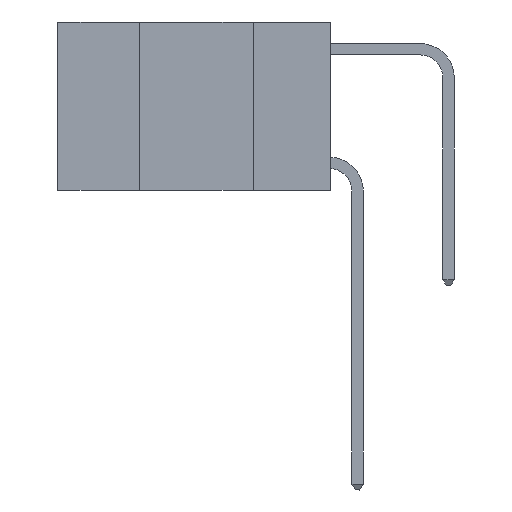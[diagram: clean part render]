
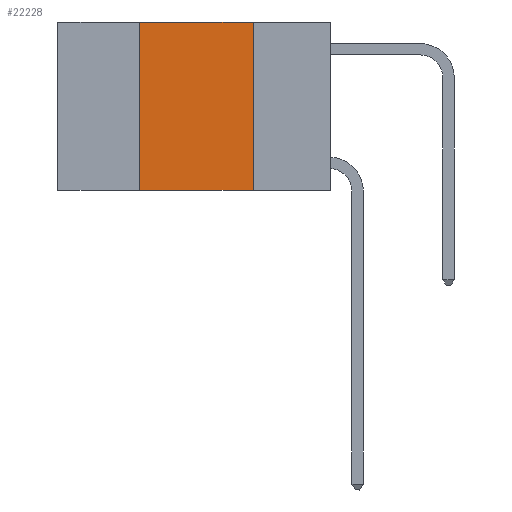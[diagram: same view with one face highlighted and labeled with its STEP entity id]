
A CAD part, left-side view. The second image highlights one B-rep face of the part: STEP entity #22228.
In plain terms, the highlighted planar face has unit normal (-1, 0, 0).
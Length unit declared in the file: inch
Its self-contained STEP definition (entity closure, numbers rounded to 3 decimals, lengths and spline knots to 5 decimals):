
#507 = EDGE_CURVE ( 'NONE', #22402, #20237, #23426, .T. ) ;
#742 = CARTESIAN_POINT ( 'NONE',  ( 0., 0.6, 0. ) ) ;
#1761 = CARTESIAN_POINT ( 'NONE',  ( 0., 0.42, 0. ) ) ;
#1823 = DIRECTION ( 'NONE',  ( 0., 0., -1. ) ) ;
#2125 = VECTOR ( 'NONE', #2763, 39.37008 ) ;
#2763 = DIRECTION ( 'NONE',  ( 0., -1., 0. ) ) ;
#3582 = VECTOR ( 'NONE', #1823, 39.37008 ) ;
#4445 = EDGE_CURVE ( 'NONE', #21739, #22402, #14404, .T. ) ;
#4678 = DIRECTION ( 'NONE',  ( 0., 0., 1. ) ) ;
#5167 = ORIENTED_EDGE ( 'NONE', *, *, #4445, .F. ) ;
#6369 = DIRECTION ( 'NONE',  ( 0., -1., 0. ) ) ;
#6560 = EDGE_CURVE ( 'NONE', #13213, #20237, #11390, .T. ) ;
#7429 = AXIS2_PLACEMENT_3D ( 'NONE', #22354, #17701, #19909 ) ;
#9915 = VECTOR ( 'NONE', #6369, 39.37008 ) ;
#10613 = CARTESIAN_POINT ( 'NONE',  ( 0., 0.42, 0. ) ) ;
#11231 = ORIENTED_EDGE ( 'NONE', *, *, #6560, .T. ) ;
#11390 = LINE ( 'NONE', #15546, #9915 ) ;
#13213 = VERTEX_POINT ( 'NONE', #29235 ) ;
#14268 = EDGE_LOOP ( 'NONE', ( #21730, #5167, #16212, #11231 ) ) ;
#14404 = LINE ( 'NONE', #742, #2125 ) ;
#15546 = CARTESIAN_POINT ( 'NONE',  ( 0., 0.6, -0.37 ) ) ;
#16212 = ORIENTED_EDGE ( 'NONE', *, *, #24210, .F. ) ;
#16932 = CARTESIAN_POINT ( 'NONE',  ( 0., 0.17, 0. ) ) ;
#17649 = VECTOR ( 'NONE', #4678, 39.37008 ) ;
#17701 = DIRECTION ( 'NONE',  ( 1., 0., 0. ) ) ;
#17790 = PLANE ( 'NONE',  #7429 ) ;
#19909 = DIRECTION ( 'NONE',  ( 0., 0., -1. ) ) ;
#20237 = VERTEX_POINT ( 'NONE', #21852 ) ;
#21730 = ORIENTED_EDGE ( 'NONE', *, *, #507, .F. ) ;
#21739 = VERTEX_POINT ( 'NONE', #10613 ) ;
#21852 = CARTESIAN_POINT ( 'NONE',  ( 0., 0.17, -0.37 ) ) ;
#22228 = ADVANCED_FACE ( 'NONE', ( #26085 ), #17790, .F. ) ;
#22354 = CARTESIAN_POINT ( 'NONE',  ( 0., 0.6, 0. ) ) ;
#22402 = VERTEX_POINT ( 'NONE', #16932 ) ;
#22539 = CARTESIAN_POINT ( 'NONE',  ( 0., 0.17, 0. ) ) ;
#23426 = LINE ( 'NONE', #22539, #3582 ) ;
#24210 = EDGE_CURVE ( 'NONE', #13213, #21739, #26709, .T. ) ;
#26085 = FACE_OUTER_BOUND ( 'NONE', #14268, .T. ) ;
#26709 = LINE ( 'NONE', #1761, #17649 ) ;
#29235 = CARTESIAN_POINT ( 'NONE',  ( 0., 0.42, -0.37 ) ) ;
